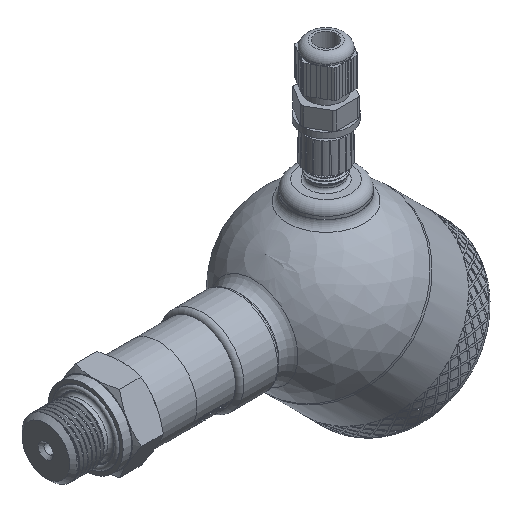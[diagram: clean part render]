
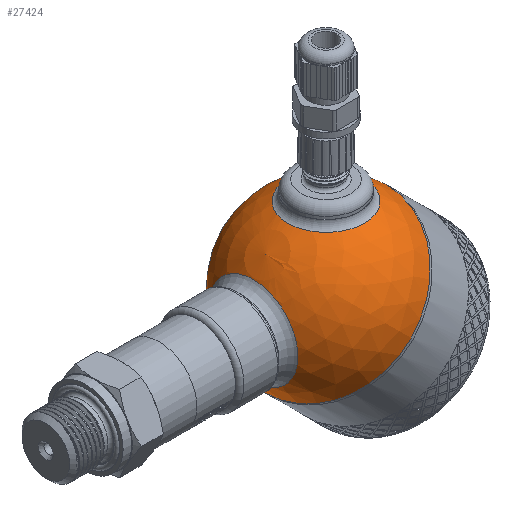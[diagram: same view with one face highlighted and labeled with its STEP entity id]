
A CAD part, isometric view. The second image highlights one B-rep face of the part: STEP entity #27424.
In plain terms, the highlighted spherical face has radius 30 mm.
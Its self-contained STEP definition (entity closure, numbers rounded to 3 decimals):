
#65=SPHERICAL_SURFACE('',#29115,30.);
#1173=FACE_BOUND('',#3849,.T.);
#1174=FACE_BOUND('',#3850,.T.);
#2098=FACE_OUTER_BOUND('',#3848,.T.);
#3848=EDGE_LOOP('',(#19828,#19829,#19830,#19831));
#3849=EDGE_LOOP('',(#19832));
#3850=EDGE_LOOP('',(#19833));
#5514=CIRCLE('',#29038,30.);
#5515=CIRCLE('',#29039,30.);
#5542=CIRCLE('',#29111,13.5);
#5545=CIRCLE('',#29116,30.);
#5546=CIRCLE('',#29117,15.643);
#10926=VERTEX_POINT('',#36663);
#10927=VERTEX_POINT('',#36665);
#11402=VERTEX_POINT('',#42727);
#11404=VERTEX_POINT('',#42734);
#11405=VERTEX_POINT('',#42736);
#13865=EDGE_CURVE('',#10926,#10927,#5514,.T.);
#13866=EDGE_CURVE('',#10927,#10926,#5515,.T.);
#14581=EDGE_CURVE('',#11402,#11402,#5542,.T.);
#14584=EDGE_CURVE('',#10927,#11404,#5545,.T.);
#14585=EDGE_CURVE('',#11405,#11405,#5546,.T.);
#19828=ORIENTED_EDGE('',*,*,#13866,.F.);
#19829=ORIENTED_EDGE('',*,*,#14584,.T.);
#19830=ORIENTED_EDGE('',*,*,#14584,.F.);
#19831=ORIENTED_EDGE('',*,*,#13865,.F.);
#19832=ORIENTED_EDGE('',*,*,#14585,.F.);
#19833=ORIENTED_EDGE('',*,*,#14581,.F.);
#27424=ADVANCED_FACE('',(#2098,#1173,#1174),#65,.T.);
#29038=AXIS2_PLACEMENT_3D('',#36666,#30604,#30605);
#29039=AXIS2_PLACEMENT_3D('',#36667,#30606,#30607);
#29111=AXIS2_PLACEMENT_3D('',#42728,#31002,#31003);
#29115=AXIS2_PLACEMENT_3D('',#42733,#31010,#31011);
#29116=AXIS2_PLACEMENT_3D('',#42735,#31012,#31013);
#29117=AXIS2_PLACEMENT_3D('',#42737,#31014,#31015);
#30604=DIRECTION('center_axis',(1.,0.,0.));
#30605=DIRECTION('ref_axis',(0.,1.,0.));
#30606=DIRECTION('center_axis',(1.,0.,0.));
#30607=DIRECTION('ref_axis',(0.,1.,0.));
#31002=DIRECTION('center_axis',(-0.707,0.,-0.707));
#31003=DIRECTION('ref_axis',(-0.707,0.,0.707));
#31010=DIRECTION('center_axis',(1.,0.,0.));
#31011=DIRECTION('ref_axis',(0.,-1.,0.));
#31012=DIRECTION('center_axis',(0.,0.,1.));
#31013=DIRECTION('ref_axis',(0.,1.,0.));
#31014=DIRECTION('center_axis',(-0.707,0.,0.707));
#31015=DIRECTION('ref_axis',(0.707,0.,0.707));
#36663=CARTESIAN_POINT('',(0.,-30.,0.));
#36665=CARTESIAN_POINT('',(0.,30.,0.));
#36666=CARTESIAN_POINT('Origin',(0.,0.,0.));
#36667=CARTESIAN_POINT('Origin',(0.,0.,0.));
#42727=CARTESIAN_POINT('',(-9.398,0.,-28.49));
#42728=CARTESIAN_POINT('Origin',(-18.944,0.,-18.944));
#42733=CARTESIAN_POINT('Origin',(0.,0.,0.));
#42734=CARTESIAN_POINT('',(-30.,0.,0.));
#42735=CARTESIAN_POINT('Origin',(0.,0.,0.));
#42736=CARTESIAN_POINT('',(-29.162,0.,7.04));
#42737=CARTESIAN_POINT('Origin',(-18.101,0.,18.101));
